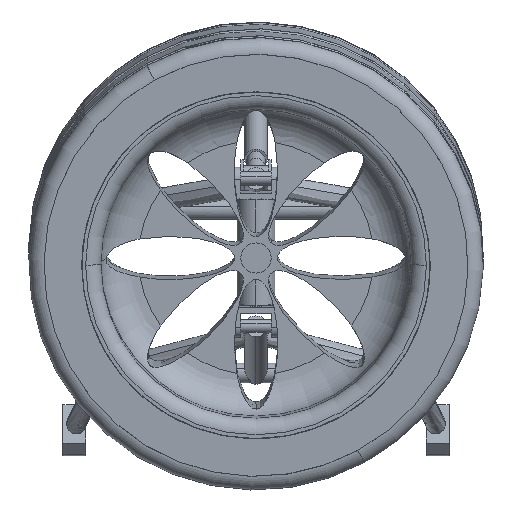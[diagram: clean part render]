
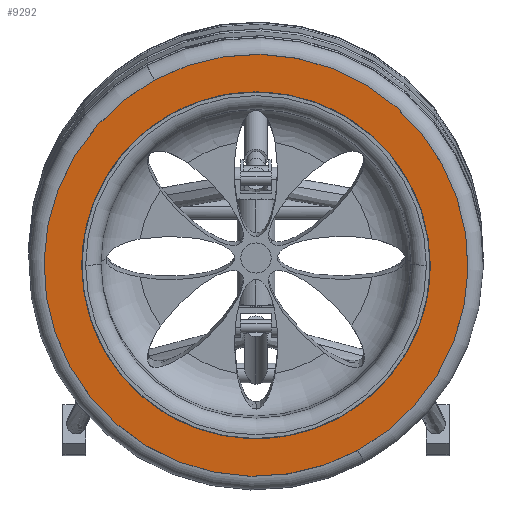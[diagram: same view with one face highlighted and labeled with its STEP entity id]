
A CAD part, left-side view. The second image highlights one B-rep face of the part: STEP entity #9292.
In plain terms, the highlighted face is planar.
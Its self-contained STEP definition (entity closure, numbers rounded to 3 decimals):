
#9178=CARTESIAN_POINT('Vertex',(0.,134.239,245.723)) ;
#9185=CARTESIAN_POINT('Vertex',(0.,-134.239,-245.723)) ;
#9188=CARTESIAN_POINT('Axis2P3D Location',(0.,0.,0.)) ;
#9205=CARTESIAN_POINT('Axis2P3D Location',(0.,0.,0.)) ;
#9265=CARTESIAN_POINT('Axis2P3D Location',(0.,0.,230.)) ;
#9274=CARTESIAN_POINT('Axis2P3D Location',(0.,0.,0.)) ;
#9278=CARTESIAN_POINT('Vertex',(0.,110.268,201.844)) ;
#9280=CARTESIAN_POINT('Vertex',(0.,-110.268,-201.844)) ;
#9283=CARTESIAN_POINT('Axis2P3D Location',(0.,0.,0.)) ;
#9189=DIRECTION('Axis2P3D Direction',(-1.,-0.,0.)) ;
#9206=DIRECTION('Axis2P3D Direction',(-1.,0.,-0.)) ;
#9266=DIRECTION('Axis2P3D Direction',(-1.,0.,0.)) ;
#9267=DIRECTION('Axis2P3D XDirection',(0.,1.,0.)) ;
#9275=DIRECTION('Axis2P3D Direction',(-1.,0.,0.)) ;
#9284=DIRECTION('Axis2P3D Direction',(-1.,0.,0.)) ;
#9190=AXIS2_PLACEMENT_3D('Circle Axis2P3D',#9188,#9189,$) ;
#9207=AXIS2_PLACEMENT_3D('Circle Axis2P3D',#9205,#9206,$) ;
#9268=AXIS2_PLACEMENT_3D('Plane Axis2P3D',#9265,#9266,#9267) ;
#9276=AXIS2_PLACEMENT_3D('Circle Axis2P3D',#9274,#9275,$) ;
#9285=AXIS2_PLACEMENT_3D('Circle Axis2P3D',#9283,#9284,$) ;
#9191=CIRCLE('generated circle',#9190,280.) ;
#9208=CIRCLE('generated circle',#9207,280.) ;
#9277=CIRCLE('generated circle',#9276,230.) ;
#9286=CIRCLE('generated circle',#9285,230.) ;
#9269=PLANE('',#9268) ;
#9291=FACE_BOUND('',#9288,.T.) ;
#9192=EDGE_CURVE('',#9179,#9186,#9191,.T.) ;
#9209=EDGE_CURVE('',#9186,#9179,#9208,.T.) ;
#9282=EDGE_CURVE('',#9279,#9281,#9277,.T.) ;
#9287=EDGE_CURVE('',#9281,#9279,#9286,.T.) ;
#9271=ORIENTED_EDGE('',*,*,#9209,.T.) ;
#9272=ORIENTED_EDGE('',*,*,#9192,.T.) ;
#9289=ORIENTED_EDGE('',*,*,#9282,.F.) ;
#9290=ORIENTED_EDGE('',*,*,#9287,.F.) ;
#9270=EDGE_LOOP('',(#9271,#9272)) ;
#9288=EDGE_LOOP('',(#9289,#9290)) ;
#9179=VERTEX_POINT('',#9178) ;
#9186=VERTEX_POINT('',#9185) ;
#9279=VERTEX_POINT('',#9278) ;
#9281=VERTEX_POINT('',#9280) ;
#9292=ADVANCED_FACE('Tire',(#9273,#9291),#9269,.T.) ;
#9273=FACE_OUTER_BOUND('',#9270,.T.) ;
